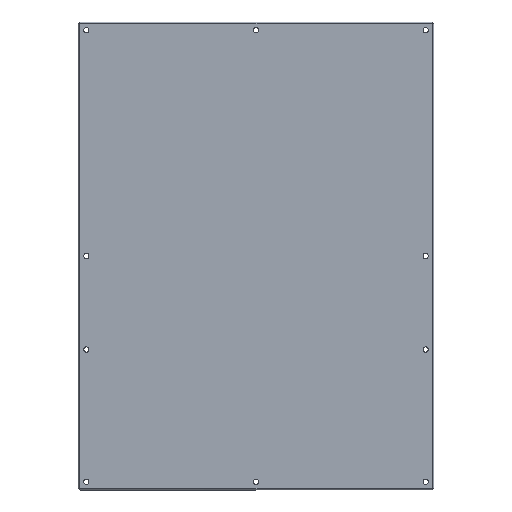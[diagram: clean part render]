
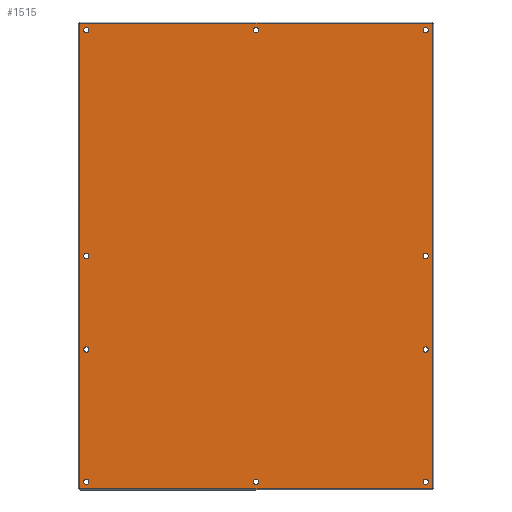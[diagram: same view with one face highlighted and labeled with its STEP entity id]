
A CAD part, top view. The second image highlights one B-rep face of the part: STEP entity #1515.
In plain terms, the highlighted planar face has unit normal (0, 0, 1).
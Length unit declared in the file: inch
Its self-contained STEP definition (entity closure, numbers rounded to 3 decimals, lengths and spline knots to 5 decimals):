
#79=CARTESIAN_POINT('',(37.4065,15.,0.125));
#80=VERTEX_POINT('',#79);
#81=CARTESIAN_POINT('',(37.125,15.,0.125));
#82=DIRECTION('',(0.0,0.0,-1.0));
#83=DIRECTION('',(1.0,0.0,0.0));
#84=AXIS2_PLACEMENT_3D('',#81,#82,#83);
#85=CIRCLE('',#84,0.2815);
#86=EDGE_CURVE('',#80,#80,#85,.T.);
#107=CARTESIAN_POINT('',(1.1565,15.,0.125));
#108=VERTEX_POINT('',#107);
#109=CARTESIAN_POINT('',(0.875,15.,0.125));
#110=DIRECTION('',(0.0,0.0,-1.0));
#111=DIRECTION('',(1.0,0.0,0.0));
#112=AXIS2_PLACEMENT_3D('',#109,#110,#111);
#113=CIRCLE('',#112,0.2815);
#114=EDGE_CURVE('',#108,#108,#113,.T.);
#135=CARTESIAN_POINT('',(19.2815,0.875,0.125));
#136=VERTEX_POINT('',#135);
#137=CARTESIAN_POINT('',(19.,0.875,0.125));
#138=DIRECTION('',(0.0,0.0,-1.0));
#139=DIRECTION('',(1.0,0.0,0.0));
#140=AXIS2_PLACEMENT_3D('',#137,#138,#139);
#141=CIRCLE('',#140,0.2815);
#142=EDGE_CURVE('',#136,#136,#141,.T.);
#163=CARTESIAN_POINT('',(37.4065,25.,0.125));
#164=VERTEX_POINT('',#163);
#165=CARTESIAN_POINT('',(37.125,25.,0.125));
#166=DIRECTION('',(0.0,0.0,-1.0));
#167=DIRECTION('',(1.0,0.0,0.0));
#168=AXIS2_PLACEMENT_3D('',#165,#166,#167);
#169=CIRCLE('',#168,0.2815);
#170=EDGE_CURVE('',#164,#164,#169,.T.);
#191=CARTESIAN_POINT('',(37.4065,0.875,0.125));
#192=VERTEX_POINT('',#191);
#193=CARTESIAN_POINT('',(37.125,0.875,0.125));
#194=DIRECTION('',(0.0,0.0,-1.0));
#195=DIRECTION('',(1.0,0.0,0.0));
#196=AXIS2_PLACEMENT_3D('',#193,#194,#195);
#197=CIRCLE('',#196,0.2815);
#198=EDGE_CURVE('',#192,#192,#197,.T.);
#219=CARTESIAN_POINT('',(1.1565,0.875,0.125));
#220=VERTEX_POINT('',#219);
#221=CARTESIAN_POINT('',(0.875,0.875,0.125));
#222=DIRECTION('',(0.0,0.0,-1.0));
#223=DIRECTION('',(1.0,0.0,0.0));
#224=AXIS2_PLACEMENT_3D('',#221,#222,#223);
#225=CIRCLE('',#224,0.2815);
#226=EDGE_CURVE('',#220,#220,#225,.T.);
#247=CARTESIAN_POINT('',(1.1565,25.0,0.125));
#248=VERTEX_POINT('',#247);
#249=CARTESIAN_POINT('',(0.875,25.0,0.125));
#250=DIRECTION('',(0.0,0.0,-1.0));
#251=DIRECTION('',(1.0,0.0,0.0));
#252=AXIS2_PLACEMENT_3D('',#249,#250,#251);
#253=CIRCLE('',#252,0.2815);
#254=EDGE_CURVE('',#248,#248,#253,.T.);
#275=CARTESIAN_POINT('',(37.4065,49.125,0.125));
#276=VERTEX_POINT('',#275);
#277=CARTESIAN_POINT('',(37.125,49.125,0.125));
#278=DIRECTION('',(0.0,0.0,-1.0));
#279=DIRECTION('',(1.0,0.0,0.0));
#280=AXIS2_PLACEMENT_3D('',#277,#278,#279);
#281=CIRCLE('',#280,0.2815);
#282=EDGE_CURVE('',#276,#276,#281,.T.);
#303=CARTESIAN_POINT('',(19.2815,49.125,0.125));
#304=VERTEX_POINT('',#303);
#305=CARTESIAN_POINT('',(19.,49.125,0.125));
#306=DIRECTION('',(0.0,0.0,-1.0));
#307=DIRECTION('',(1.0,0.0,0.0));
#308=AXIS2_PLACEMENT_3D('',#305,#306,#307);
#309=CIRCLE('',#308,0.2815);
#310=EDGE_CURVE('',#304,#304,#309,.T.);
#331=CARTESIAN_POINT('',(1.1565,49.125,0.125));
#332=VERTEX_POINT('',#331);
#333=CARTESIAN_POINT('',(0.875,49.125,0.125));
#334=DIRECTION('',(0.0,0.0,-1.0));
#335=DIRECTION('',(1.0,0.0,0.0));
#336=AXIS2_PLACEMENT_3D('',#333,#334,#335);
#337=CIRCLE('',#336,0.2815);
#338=EDGE_CURVE('',#332,#332,#337,.T.);
#369=CARTESIAN_POINT('',(37.84375,0.15625,0.125));
#370=VERTEX_POINT('',#369);
#381=CARTESIAN_POINT('',(0.15625,0.15625,0.125));
#382=VERTEX_POINT('',#381);
#383=CARTESIAN_POINT('',(0.15625,0.15625,0.125));
#384=DIRECTION('',(1.0,0.0,0.0));
#385=VECTOR('',#384,37.6875);
#386=LINE('',#383,#385);
#387=EDGE_CURVE('',#382,#370,#386,.T.);
#665=CARTESIAN_POINT('',(37.84375,49.84375,0.125));
#666=VERTEX_POINT('',#665);
#677=CARTESIAN_POINT('',(37.84375,0.15625,0.125));
#678=DIRECTION('',(0.0,1.0,0.0));
#679=VECTOR('',#678,49.6875);
#680=LINE('',#677,#679);
#681=EDGE_CURVE('',#370,#666,#680,.T.);
#945=CARTESIAN_POINT('',(0.15625,49.84375,0.125));
#946=VERTEX_POINT('',#945);
#957=CARTESIAN_POINT('',(37.84375,49.84375,0.125));
#958=DIRECTION('',(-1.0,0.0,0.0));
#959=VECTOR('',#958,37.6875);
#960=LINE('',#957,#959);
#961=EDGE_CURVE('',#666,#946,#960,.T.);
#1235=CARTESIAN_POINT('',(0.15625,49.84375,0.125));
#1236=DIRECTION('',(0.0,-1.0,0.0));
#1237=VECTOR('',#1236,49.6875);
#1238=LINE('',#1235,#1237);
#1239=EDGE_CURVE('',#946,#382,#1238,.T.);
#1474=CARTESIAN_POINT('',(19.0,25.0,0.125));
#1475=DIRECTION('',(0.0,0.0,1.0));
#1476=DIRECTION('',(1.0,0.0,0.0));
#1477=AXIS2_PLACEMENT_3D('',#1474,#1475,#1476);
#1478=PLANE('',#1477);
#1479=ORIENTED_EDGE('',*,*,#387,.T.);
#1480=ORIENTED_EDGE('',*,*,#681,.T.);
#1481=ORIENTED_EDGE('',*,*,#961,.T.);
#1482=ORIENTED_EDGE('',*,*,#1239,.T.);
#1483=EDGE_LOOP('',(#1479,#1480,#1481,#1482));
#1484=FACE_OUTER_BOUND('',#1483,.T.);
#1485=ORIENTED_EDGE('',*,*,#86,.T.);
#1486=EDGE_LOOP('',(#1485));
#1487=FACE_BOUND('',#1486,.T.);
#1488=ORIENTED_EDGE('',*,*,#114,.T.);
#1489=EDGE_LOOP('',(#1488));
#1490=FACE_BOUND('',#1489,.T.);
#1491=ORIENTED_EDGE('',*,*,#142,.T.);
#1492=EDGE_LOOP('',(#1491));
#1493=FACE_BOUND('',#1492,.T.);
#1494=ORIENTED_EDGE('',*,*,#170,.T.);
#1495=EDGE_LOOP('',(#1494));
#1496=FACE_BOUND('',#1495,.T.);
#1497=ORIENTED_EDGE('',*,*,#198,.T.);
#1498=EDGE_LOOP('',(#1497));
#1499=FACE_BOUND('',#1498,.T.);
#1500=ORIENTED_EDGE('',*,*,#226,.T.);
#1501=EDGE_LOOP('',(#1500));
#1502=FACE_BOUND('',#1501,.T.);
#1503=ORIENTED_EDGE('',*,*,#254,.T.);
#1504=EDGE_LOOP('',(#1503));
#1505=FACE_BOUND('',#1504,.T.);
#1506=ORIENTED_EDGE('',*,*,#282,.T.);
#1507=EDGE_LOOP('',(#1506));
#1508=FACE_BOUND('',#1507,.T.);
#1509=ORIENTED_EDGE('',*,*,#310,.T.);
#1510=EDGE_LOOP('',(#1509));
#1511=FACE_BOUND('',#1510,.T.);
#1512=ORIENTED_EDGE('',*,*,#338,.T.);
#1513=EDGE_LOOP('',(#1512));
#1514=FACE_BOUND('',#1513,.T.);
#1515=ADVANCED_FACE('',(#1484,#1487,#1490,#1493,#1496,#1499,#1502,#1505,#1508,#1511,#1514),#1478,.T.);
